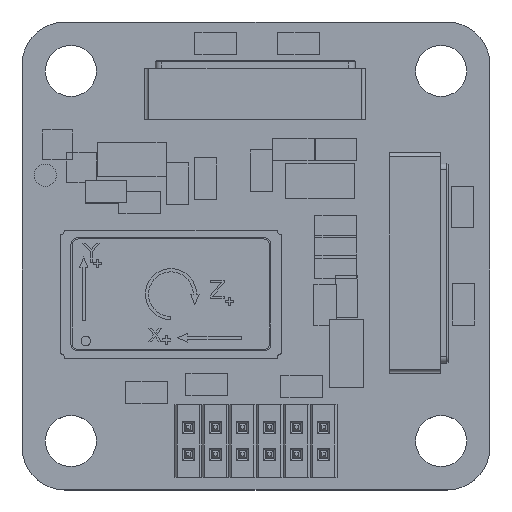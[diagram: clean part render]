
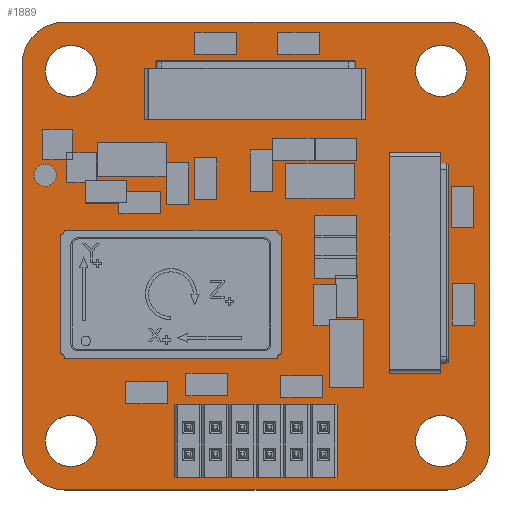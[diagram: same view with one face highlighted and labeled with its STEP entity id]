
A CAD part, top view. The second image highlights one B-rep face of the part: STEP entity #1889.
In plain terms, the highlighted planar face has unit normal (0, 0, 1).
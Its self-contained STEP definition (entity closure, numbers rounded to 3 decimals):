
#1465=FACE_BOUND('',#5764,.T.);
#1466=FACE_BOUND('',#5765,.T.);
#1467=FACE_BOUND('',#5766,.T.);
#1468=FACE_BOUND('',#5767,.T.);
#1469=FACE_BOUND('',#5768,.T.);
#1470=FACE_BOUND('',#5769,.T.);
#1471=FACE_BOUND('',#5770,.T.);
#1472=FACE_BOUND('',#5771,.T.);
#1473=FACE_BOUND('',#5772,.T.);
#1474=FACE_BOUND('',#5773,.T.);
#1475=FACE_BOUND('',#5774,.T.);
#1476=FACE_BOUND('',#5775,.T.);
#1477=FACE_BOUND('',#5776,.T.);
#1478=FACE_BOUND('',#5777,.T.);
#1479=FACE_BOUND('',#5778,.T.);
#1480=FACE_BOUND('',#5779,.T.);
#1481=FACE_BOUND('',#5780,.T.);
#1621=CIRCLE('',#26885,1.2);
#1623=CIRCLE('',#26888,1.2);
#1625=CIRCLE('',#26891,1.2);
#1627=CIRCLE('',#26895,1.2);
#1629=CIRCLE('',#26898,0.35);
#1630=CIRCLE('',#26899,0.35);
#1631=CIRCLE('',#26900,0.35);
#1632=CIRCLE('',#26901,0.35);
#1633=CIRCLE('',#26902,0.35);
#1634=CIRCLE('',#26903,0.35);
#1635=CIRCLE('',#26904,0.35);
#1636=CIRCLE('',#26905,0.35);
#1637=CIRCLE('',#26906,0.35);
#1638=CIRCLE('',#26907,0.35);
#1639=CIRCLE('',#26908,0.35);
#1640=CIRCLE('',#26909,0.35);
#1641=CIRCLE('',#26910,2.);
#1642=CIRCLE('',#26911,2.);
#1643=CIRCLE('',#26912,2.);
#1644=CIRCLE('',#26913,2.);
#1889=ADVANCED_FACE('',(#1465,#1466,#1467,#1468,#1469,#1470,#1471,#1472,
#1473,#1474,#1475,#1476,#1477,#1478,#1479,#1480,#1481),#3231,.T.);
#3231=PLANE('',#26914);
#5764=EDGE_LOOP('',(#7228));
#5765=EDGE_LOOP('',(#7229));
#5766=EDGE_LOOP('',(#7230));
#5767=EDGE_LOOP('',(#7231));
#5768=EDGE_LOOP('',(#7232));
#5769=EDGE_LOOP('',(#7233));
#5770=EDGE_LOOP('',(#7234));
#5771=EDGE_LOOP('',(#7235));
#5772=EDGE_LOOP('',(#7236));
#5773=EDGE_LOOP('',(#7237));
#5774=EDGE_LOOP('',(#7238));
#5775=EDGE_LOOP('',(#7239));
#5776=EDGE_LOOP('',(#7240,#7241,#7242,#7243,#7244,#7245,#7246,#7247));
#5777=EDGE_LOOP('',(#7248));
#5778=EDGE_LOOP('',(#7249));
#5779=EDGE_LOOP('',(#7250));
#5780=EDGE_LOOP('',(#7251));
#7228=ORIENTED_EDGE('',*,*,#16268,.T.);
#7229=ORIENTED_EDGE('',*,*,#16269,.T.);
#7230=ORIENTED_EDGE('',*,*,#16270,.T.);
#7231=ORIENTED_EDGE('',*,*,#16271,.T.);
#7232=ORIENTED_EDGE('',*,*,#16272,.T.);
#7233=ORIENTED_EDGE('',*,*,#16273,.T.);
#7234=ORIENTED_EDGE('',*,*,#16274,.T.);
#7235=ORIENTED_EDGE('',*,*,#16275,.T.);
#7236=ORIENTED_EDGE('',*,*,#16276,.T.);
#7237=ORIENTED_EDGE('',*,*,#16277,.T.);
#7238=ORIENTED_EDGE('',*,*,#16278,.T.);
#7239=ORIENTED_EDGE('',*,*,#16279,.T.);
#7240=ORIENTED_EDGE('',*,*,#16264,.T.);
#7241=ORIENTED_EDGE('',*,*,#16280,.T.);
#7242=ORIENTED_EDGE('',*,*,#16244,.T.);
#7243=ORIENTED_EDGE('',*,*,#16281,.T.);
#7244=ORIENTED_EDGE('',*,*,#16248,.T.);
#7245=ORIENTED_EDGE('',*,*,#16282,.T.);
#7246=ORIENTED_EDGE('',*,*,#16252,.T.);
#7247=ORIENTED_EDGE('',*,*,#16283,.T.);
#7248=ORIENTED_EDGE('',*,*,#16260,.F.);
#7249=ORIENTED_EDGE('',*,*,#16258,.F.);
#7250=ORIENTED_EDGE('',*,*,#16256,.F.);
#7251=ORIENTED_EDGE('',*,*,#16266,.F.);
#13503=VERTEX_POINT('',#35184);
#13504=VERTEX_POINT('',#35185);
#13507=VERTEX_POINT('',#35193);
#13508=VERTEX_POINT('',#35194);
#13511=VERTEX_POINT('',#35202);
#13512=VERTEX_POINT('',#35203);
#13515=VERTEX_POINT('',#35211);
#13517=VERTEX_POINT('',#35216);
#13519=VERTEX_POINT('',#35221);
#13523=VERTEX_POINT('',#35229);
#13524=VERTEX_POINT('',#35231);
#13525=VERTEX_POINT('',#35235);
#13527=VERTEX_POINT('',#35240);
#13528=VERTEX_POINT('',#35242);
#13529=VERTEX_POINT('',#35244);
#13530=VERTEX_POINT('',#35246);
#13531=VERTEX_POINT('',#35248);
#13532=VERTEX_POINT('',#35250);
#13533=VERTEX_POINT('',#35252);
#13534=VERTEX_POINT('',#35254);
#13535=VERTEX_POINT('',#35256);
#13536=VERTEX_POINT('',#35258);
#13537=VERTEX_POINT('',#35260);
#13538=VERTEX_POINT('',#35262);
#16244=EDGE_CURVE('',#13503,#13504,#19993,.T.);
#16248=EDGE_CURVE('',#13507,#13508,#19997,.T.);
#16252=EDGE_CURVE('',#13511,#13512,#20001,.T.);
#16256=EDGE_CURVE('',#13515,#13515,#1621,.T.);
#16258=EDGE_CURVE('',#13517,#13517,#1623,.T.);
#16260=EDGE_CURVE('',#13519,#13519,#1625,.T.);
#16264=EDGE_CURVE('',#13524,#13523,#20007,.T.);
#16266=EDGE_CURVE('',#13525,#13525,#1627,.T.);
#16268=EDGE_CURVE('',#13527,#13527,#1629,.T.);
#16269=EDGE_CURVE('',#13528,#13528,#1630,.T.);
#16270=EDGE_CURVE('',#13529,#13529,#1631,.T.);
#16271=EDGE_CURVE('',#13530,#13530,#1632,.T.);
#16272=EDGE_CURVE('',#13531,#13531,#1633,.T.);
#16273=EDGE_CURVE('',#13532,#13532,#1634,.T.);
#16274=EDGE_CURVE('',#13533,#13533,#1635,.T.);
#16275=EDGE_CURVE('',#13534,#13534,#1636,.T.);
#16276=EDGE_CURVE('',#13535,#13535,#1637,.T.);
#16277=EDGE_CURVE('',#13536,#13536,#1638,.T.);
#16278=EDGE_CURVE('',#13537,#13537,#1639,.T.);
#16279=EDGE_CURVE('',#13538,#13538,#1640,.T.);
#16280=EDGE_CURVE('',#13523,#13503,#1641,.T.);
#16281=EDGE_CURVE('',#13504,#13507,#1642,.T.);
#16282=EDGE_CURVE('',#13508,#13511,#1643,.T.);
#16283=EDGE_CURVE('',#13512,#13524,#1644,.T.);
#19993=LINE('',#35183,#23437);
#19997=LINE('',#35192,#23441);
#20001=LINE('',#35201,#23445);
#20007=LINE('',#35230,#23451);
#23437=VECTOR('',#28502,1.);
#23441=VECTOR('',#28508,1.);
#23445=VECTOR('',#28514,1.);
#23451=VECTOR('',#28540,1.);
#26885=AXIS2_PLACEMENT_3D('',#35210,#28520,#28521);
#26888=AXIS2_PLACEMENT_3D('',#35215,#28526,#28527);
#26891=AXIS2_PLACEMENT_3D('',#35220,#28532,#28533);
#26895=AXIS2_PLACEMENT_3D('',#35234,#28544,#28545);
#26898=AXIS2_PLACEMENT_3D('',#35239,#28550,#28551);
#26899=AXIS2_PLACEMENT_3D('',#35241,#28552,#28553);
#26900=AXIS2_PLACEMENT_3D('',#35243,#28554,#28555);
#26901=AXIS2_PLACEMENT_3D('',#35245,#28556,#28557);
#26902=AXIS2_PLACEMENT_3D('',#35247,#28558,#28559);
#26903=AXIS2_PLACEMENT_3D('',#35249,#28560,#28561);
#26904=AXIS2_PLACEMENT_3D('',#35251,#28562,#28563);
#26905=AXIS2_PLACEMENT_3D('',#35253,#28564,#28565);
#26906=AXIS2_PLACEMENT_3D('',#35255,#28566,#28567);
#26907=AXIS2_PLACEMENT_3D('',#35257,#28568,#28569);
#26908=AXIS2_PLACEMENT_3D('',#35259,#28570,#28571);
#26909=AXIS2_PLACEMENT_3D('',#35261,#28572,#28573);
#26910=AXIS2_PLACEMENT_3D('',#35263,#28574,#28575);
#26911=AXIS2_PLACEMENT_3D('',#35264,#28576,#28577);
#26912=AXIS2_PLACEMENT_3D('',#35265,#28578,#28579);
#26913=AXIS2_PLACEMENT_3D('',#35266,#28580,#28581);
#26914=AXIS2_PLACEMENT_3D('',#35267,#28582,#28583);
#28502=DIRECTION('',(0.,-1.,0.));
#28508=DIRECTION('',(1.,0.,0.));
#28514=DIRECTION('',(0.,1.,0.));
#28520=DIRECTION('',(0.,0.,1.));
#28521=DIRECTION('',(1.,0.,0.));
#28526=DIRECTION('',(0.,0.,1.));
#28527=DIRECTION('',(1.,0.,0.));
#28532=DIRECTION('',(0.,0.,1.));
#28533=DIRECTION('',(1.,0.,0.));
#28540=DIRECTION('',(-1.,0.,0.));
#28544=DIRECTION('',(0.,0.,1.));
#28545=DIRECTION('',(1.,0.,0.));
#28550=DIRECTION('',(0.,0.,-1.));
#28551=DIRECTION('',(-1.,0.,0.));
#28552=DIRECTION('',(0.,0.,-1.));
#28553=DIRECTION('',(-1.,0.,0.));
#28554=DIRECTION('',(0.,0.,-1.));
#28555=DIRECTION('',(-1.,0.,0.));
#28556=DIRECTION('',(0.,0.,-1.));
#28557=DIRECTION('',(-1.,0.,0.));
#28558=DIRECTION('',(0.,0.,-1.));
#28559=DIRECTION('',(-1.,0.,0.));
#28560=DIRECTION('',(0.,0.,-1.));
#28561=DIRECTION('',(-1.,0.,0.));
#28562=DIRECTION('',(0.,0.,-1.));
#28563=DIRECTION('',(-1.,0.,0.));
#28564=DIRECTION('',(0.,0.,-1.));
#28565=DIRECTION('',(-1.,0.,0.));
#28566=DIRECTION('',(0.,0.,-1.));
#28567=DIRECTION('',(-1.,0.,0.));
#28568=DIRECTION('',(0.,0.,-1.));
#28569=DIRECTION('',(-1.,0.,0.));
#28570=DIRECTION('',(0.,0.,-1.));
#28571=DIRECTION('',(-1.,0.,0.));
#28572=DIRECTION('',(0.,0.,-1.));
#28573=DIRECTION('',(-1.,0.,0.));
#28574=DIRECTION('',(0.,0.,1.));
#28575=DIRECTION('',(1.,0.,0.));
#28576=DIRECTION('',(0.,0.,1.));
#28577=DIRECTION('',(1.,0.,0.));
#28578=DIRECTION('',(0.,0.,1.));
#28579=DIRECTION('',(1.,0.,0.));
#28580=DIRECTION('',(0.,0.,1.));
#28581=DIRECTION('',(1.,0.,0.));
#28582=DIRECTION('',(0.,0.,1.));
#28583=DIRECTION('',(1.,0.,0.));
#35183=CARTESIAN_POINT('',(0.,22.,1.6));
#35184=CARTESIAN_POINT('',(0.,20.,1.6));
#35185=CARTESIAN_POINT('',(0.,2.,1.6));
#35192=CARTESIAN_POINT('',(0.,0.,1.6));
#35193=CARTESIAN_POINT('',(2.,0.,1.6));
#35194=CARTESIAN_POINT('',(20.,0.,1.6));
#35201=CARTESIAN_POINT('',(22.,0.,1.6));
#35202=CARTESIAN_POINT('',(22.,2.,1.6));
#35203=CARTESIAN_POINT('',(22.,20.,1.6));
#35210=CARTESIAN_POINT('',(19.7,2.3,1.6));
#35211=CARTESIAN_POINT('',(20.9,2.3,1.6));
#35215=CARTESIAN_POINT('',(2.3,19.7,1.6));
#35216=CARTESIAN_POINT('',(3.5,19.7,1.6));
#35220=CARTESIAN_POINT('',(2.3,2.3,1.6));
#35221=CARTESIAN_POINT('',(3.5,2.3,1.6));
#35229=CARTESIAN_POINT('',(2.,22.,1.6));
#35230=CARTESIAN_POINT('',(22.,22.,1.6));
#35231=CARTESIAN_POINT('',(20.,22.,1.6));
#35234=CARTESIAN_POINT('',(19.7,19.7,1.6));
#35235=CARTESIAN_POINT('',(20.9,19.7,1.6));
#35239=CARTESIAN_POINT('',(7.825,2.935,1.6));
#35240=CARTESIAN_POINT('',(7.475,2.935,1.6));
#35241=CARTESIAN_POINT('',(7.825,1.665,1.6));
#35242=CARTESIAN_POINT('',(7.475,1.665,1.6));
#35243=CARTESIAN_POINT('',(9.095,2.935,1.6));
#35244=CARTESIAN_POINT('',(8.745,2.935,1.6));
#35245=CARTESIAN_POINT('',(9.095,1.665,1.6));
#35246=CARTESIAN_POINT('',(8.745,1.665,1.6));
#35247=CARTESIAN_POINT('',(10.365,2.935,1.6));
#35248=CARTESIAN_POINT('',(10.015,2.935,1.6));
#35249=CARTESIAN_POINT('',(10.365,1.665,1.6));
#35250=CARTESIAN_POINT('',(10.015,1.665,1.6));
#35251=CARTESIAN_POINT('',(11.635,2.935,1.6));
#35252=CARTESIAN_POINT('',(11.285,2.935,1.6));
#35253=CARTESIAN_POINT('',(11.635,1.665,1.6));
#35254=CARTESIAN_POINT('',(11.285,1.665,1.6));
#35255=CARTESIAN_POINT('',(12.905,2.935,1.6));
#35256=CARTESIAN_POINT('',(12.555,2.935,1.6));
#35257=CARTESIAN_POINT('',(12.905,1.665,1.6));
#35258=CARTESIAN_POINT('',(12.555,1.665,1.6));
#35259=CARTESIAN_POINT('',(14.175,2.935,1.6));
#35260=CARTESIAN_POINT('',(13.825,2.935,1.6));
#35261=CARTESIAN_POINT('',(14.175,1.665,1.6));
#35262=CARTESIAN_POINT('',(13.825,1.665,1.6));
#35263=CARTESIAN_POINT('',(2.,20.,1.6));
#35264=CARTESIAN_POINT('',(2.,2.,1.6));
#35265=CARTESIAN_POINT('',(20.,2.,1.6));
#35266=CARTESIAN_POINT('',(20.,20.,1.6));
#35267=CARTESIAN_POINT('',(2.3,2.3,1.6));
